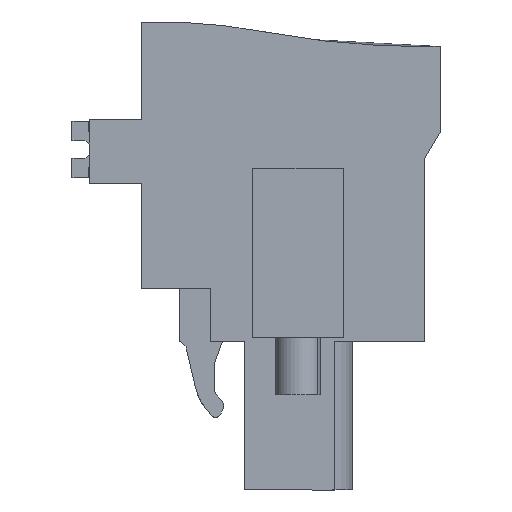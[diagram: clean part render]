
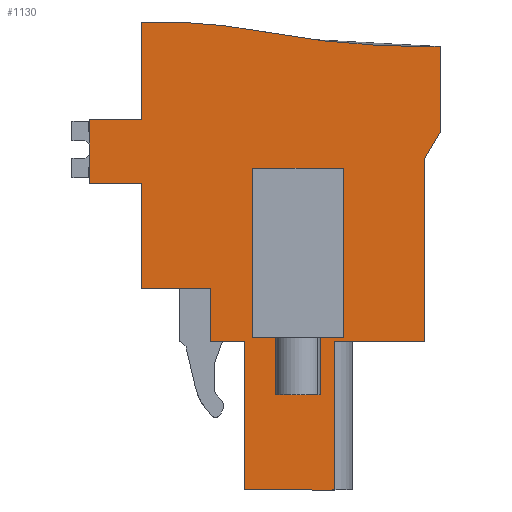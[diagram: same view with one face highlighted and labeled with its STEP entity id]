
A CAD part, left-side view. The second image highlights one B-rep face of the part: STEP entity #1130.
In plain terms, the highlighted planar face has unit normal (-1, 0, 0).
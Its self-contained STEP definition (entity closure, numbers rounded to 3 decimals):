
#972=AXIS2_PLACEMENT_3D('Plane Axis2P3D',#969,#970,#971) ;
#985=AXIS2_PLACEMENT_3D('Circle Axis2P3D',#983,#984,$) ;
#992=AXIS2_PLACEMENT_3D('Circle Axis2P3D',#990,#991,$) ;
#49=CARTESIAN_POINT('Vertex',(4.9,12.85,8.35)) ;
#52=CARTESIAN_POINT('Line Origine',(4.9,12.85,9.825)) ;
#56=CARTESIAN_POINT('Vertex',(4.9,12.85,11.3)) ;
#861=CARTESIAN_POINT('Vertex',(4.9,10.937,8.35)) ;
#864=CARTESIAN_POINT('Line Origine',(4.9,11.893,8.35)) ;
#969=CARTESIAN_POINT('Axis2P3D Location',(4.9,3.817,22.4)) ;
#974=CARTESIAN_POINT('Line Origine',(4.9,0.,22.459)) ;
#978=CARTESIAN_POINT('Vertex',(4.9,0.,20.059)) ;
#980=CARTESIAN_POINT('Vertex',(4.9,0.,24.859)) ;
#983=CARTESIAN_POINT('Axis2P3D Location',(4.9,0.92,72.85)) ;
#987=CARTESIAN_POINT('Vertex',(4.9,9.844,25.687)) ;
#990=CARTESIAN_POINT('Axis2P3D Location',(4.9,15.85,-6.057)) ;
#994=CARTESIAN_POINT('Vertex',(4.9,16.75,26.237)) ;
#997=CARTESIAN_POINT('Line Origine',(4.9,16.75,23.494)) ;
#1001=CARTESIAN_POINT('Vertex',(4.9,16.75,20.75)) ;
#1004=CARTESIAN_POINT('Line Origine',(4.9,18.2,20.75)) ;
#1008=CARTESIAN_POINT('Vertex',(4.9,19.65,20.75)) ;
#1011=CARTESIAN_POINT('Line Origine',(4.9,19.65,18.975)) ;
#1015=CARTESIAN_POINT('Vertex',(4.9,19.65,17.2)) ;
#1018=CARTESIAN_POINT('Line Origine',(4.9,18.2,17.2)) ;
#1022=CARTESIAN_POINT('Vertex',(4.9,16.75,17.2)) ;
#1025=CARTESIAN_POINT('Line Origine',(4.9,16.75,14.25)) ;
#1029=CARTESIAN_POINT('Vertex',(4.9,16.75,11.3)) ;
#1032=CARTESIAN_POINT('Line Origine',(4.9,14.8,11.3)) ;
#1037=CARTESIAN_POINT('Line Origine',(4.9,10.937,4.175)) ;
#1041=CARTESIAN_POINT('Vertex',(4.9,10.937,0.)) ;
#1044=CARTESIAN_POINT('Line Origine',(4.9,8.414,0.)) ;
#1048=CARTESIAN_POINT('Vertex',(4.9,5.891,0.)) ;
#1051=CARTESIAN_POINT('Line Origine',(4.9,5.891,4.175)) ;
#1055=CARTESIAN_POINT('Vertex',(4.9,5.891,8.35)) ;
#1058=CARTESIAN_POINT('Line Origine',(4.9,3.396,8.35)) ;
#1062=CARTESIAN_POINT('Vertex',(4.9,0.9,8.35)) ;
#1065=CARTESIAN_POINT('Line Origine',(4.9,0.9,13.425)) ;
#1069=CARTESIAN_POINT('Vertex',(4.9,0.9,18.5)) ;
#1072=CARTESIAN_POINT('Line Origine',(4.9,0.45,19.279)) ;
#1096=CARTESIAN_POINT('Line Origine',(4.9,7.964,8.55)) ;
#1100=CARTESIAN_POINT('Vertex',(4.9,10.514,8.55)) ;
#1102=CARTESIAN_POINT('Vertex',(4.9,5.414,8.55)) ;
#1105=CARTESIAN_POINT('Line Origine',(4.9,10.514,13.3)) ;
#1109=CARTESIAN_POINT('Vertex',(4.9,10.514,18.05)) ;
#1112=CARTESIAN_POINT('Line Origine',(4.9,7.964,18.05)) ;
#1116=CARTESIAN_POINT('Vertex',(4.9,5.414,18.05)) ;
#1119=CARTESIAN_POINT('Line Origine',(4.9,5.414,13.3)) ;
#53=DIRECTION('Vector Direction',(0.,0.,1.)) ;
#865=DIRECTION('Vector Direction',(0.,1.,0.)) ;
#970=DIRECTION('Axis2P3D Direction',(1.,0.,0.)) ;
#971=DIRECTION('Axis2P3D XDirection',(0.,1.,0.)) ;
#975=DIRECTION('Vector Direction',(0.,0.,1.)) ;
#984=DIRECTION('Axis2P3D Direction',(1.,0.,0.)) ;
#991=DIRECTION('Axis2P3D Direction',(1.,0.,0.)) ;
#998=DIRECTION('Vector Direction',(0.,0.,1.)) ;
#1005=DIRECTION('Vector Direction',(0.,-1.,0.)) ;
#1012=DIRECTION('Vector Direction',(0.,0.,1.)) ;
#1019=DIRECTION('Vector Direction',(0.,1.,0.)) ;
#1026=DIRECTION('Vector Direction',(0.,0.,1.)) ;
#1033=DIRECTION('Vector Direction',(0.,-1.,0.)) ;
#1038=DIRECTION('Vector Direction',(0.,0.,-1.)) ;
#1045=DIRECTION('Vector Direction',(0.,-1.,0.)) ;
#1052=DIRECTION('Vector Direction',(0.,0.,-1.)) ;
#1059=DIRECTION('Vector Direction',(0.,1.,0.)) ;
#1066=DIRECTION('Vector Direction',(0.,0.,-1.)) ;
#1073=DIRECTION('Vector Direction',(0.,-0.5,0.866)) ;
#1097=DIRECTION('Vector Direction',(0.,-1.,0.)) ;
#1106=DIRECTION('Vector Direction',(0.,0.,-1.)) ;
#1113=DIRECTION('Vector Direction',(0.,-1.,0.)) ;
#1120=DIRECTION('Vector Direction',(0.,0.,-1.)) ;
#54=VECTOR('Line Direction',#53,1.) ;
#866=VECTOR('Line Direction',#865,1.) ;
#976=VECTOR('Line Direction',#975,1.) ;
#999=VECTOR('Line Direction',#998,1.) ;
#1006=VECTOR('Line Direction',#1005,1.) ;
#1013=VECTOR('Line Direction',#1012,1.) ;
#1020=VECTOR('Line Direction',#1019,1.) ;
#1027=VECTOR('Line Direction',#1026,1.) ;
#1034=VECTOR('Line Direction',#1033,1.) ;
#1039=VECTOR('Line Direction',#1038,1.) ;
#1046=VECTOR('Line Direction',#1045,1.) ;
#1053=VECTOR('Line Direction',#1052,1.) ;
#1060=VECTOR('Line Direction',#1059,1.) ;
#1067=VECTOR('Line Direction',#1066,1.) ;
#1074=VECTOR('Line Direction',#1073,1.) ;
#1098=VECTOR('Line Direction',#1097,1.) ;
#1107=VECTOR('Line Direction',#1106,1.) ;
#1114=VECTOR('Line Direction',#1113,1.) ;
#1121=VECTOR('Line Direction',#1120,1.) ;
#1078=ORIENTED_EDGE('',*,*,#982,.T.) ;
#1079=ORIENTED_EDGE('',*,*,#989,.T.) ;
#1080=ORIENTED_EDGE('',*,*,#996,.F.) ;
#1081=ORIENTED_EDGE('',*,*,#1003,.F.) ;
#1082=ORIENTED_EDGE('',*,*,#1010,.F.) ;
#1083=ORIENTED_EDGE('',*,*,#1017,.F.) ;
#1084=ORIENTED_EDGE('',*,*,#1024,.F.) ;
#1085=ORIENTED_EDGE('',*,*,#1031,.F.) ;
#1086=ORIENTED_EDGE('',*,*,#1036,.T.) ;
#1087=ORIENTED_EDGE('',*,*,#58,.F.) ;
#1088=ORIENTED_EDGE('',*,*,#868,.F.) ;
#1089=ORIENTED_EDGE('',*,*,#1043,.T.) ;
#1090=ORIENTED_EDGE('',*,*,#1050,.T.) ;
#1091=ORIENTED_EDGE('',*,*,#1057,.F.) ;
#1092=ORIENTED_EDGE('',*,*,#1064,.F.) ;
#1093=ORIENTED_EDGE('',*,*,#1071,.F.) ;
#1094=ORIENTED_EDGE('',*,*,#1076,.T.) ;
#1125=ORIENTED_EDGE('',*,*,#1104,.F.) ;
#1126=ORIENTED_EDGE('',*,*,#1111,.F.) ;
#1127=ORIENTED_EDGE('',*,*,#1118,.F.) ;
#1128=ORIENTED_EDGE('',*,*,#1123,.T.) ;
#1129=FACE_BOUND('',#1124,.T.) ;
#1130=ADVANCED_FACE('HOUSING',(#1095,#1129),#973,.F.) ;
#986=CIRCLE('generated circle',#985,48.) ;
#993=CIRCLE('generated circle',#992,32.307) ;
#58=EDGE_CURVE('',#50,#57,#55,.T.) ;
#868=EDGE_CURVE('',#862,#50,#867,.T.) ;
#982=EDGE_CURVE('',#979,#981,#977,.T.) ;
#989=EDGE_CURVE('',#981,#988,#986,.T.) ;
#996=EDGE_CURVE('',#995,#988,#993,.T.) ;
#1003=EDGE_CURVE('',#1002,#995,#1000,.T.) ;
#1010=EDGE_CURVE('',#1009,#1002,#1007,.T.) ;
#1017=EDGE_CURVE('',#1016,#1009,#1014,.T.) ;
#1024=EDGE_CURVE('',#1023,#1016,#1021,.T.) ;
#1031=EDGE_CURVE('',#1030,#1023,#1028,.T.) ;
#1036=EDGE_CURVE('',#1030,#57,#1035,.T.) ;
#1043=EDGE_CURVE('',#862,#1042,#1040,.T.) ;
#1050=EDGE_CURVE('',#1042,#1049,#1047,.T.) ;
#1057=EDGE_CURVE('',#1056,#1049,#1054,.T.) ;
#1064=EDGE_CURVE('',#1063,#1056,#1061,.T.) ;
#1071=EDGE_CURVE('',#1070,#1063,#1068,.T.) ;
#1076=EDGE_CURVE('',#1070,#979,#1075,.T.) ;
#1104=EDGE_CURVE('',#1101,#1103,#1099,.T.) ;
#1111=EDGE_CURVE('',#1110,#1101,#1108,.T.) ;
#1118=EDGE_CURVE('',#1117,#1110,#1115,.F.) ;
#1123=EDGE_CURVE('',#1117,#1103,#1122,.T.) ;
#1077=EDGE_LOOP('',(#1078,#1079,#1080,#1081,#1082,#1083,#1084,#1085,#1086,#1087,#1088,#1089,#1090,#1091,#1092,#1093,#1094)) ;
#1124=EDGE_LOOP('',(#1125,#1126,#1127,#1128)) ;
#1095=FACE_OUTER_BOUND('',#1077,.T.) ;
#55=LINE('Line',#52,#54) ;
#867=LINE('Line',#864,#866) ;
#977=LINE('Line',#974,#976) ;
#1000=LINE('Line',#997,#999) ;
#1007=LINE('Line',#1004,#1006) ;
#1014=LINE('Line',#1011,#1013) ;
#1021=LINE('Line',#1018,#1020) ;
#1028=LINE('Line',#1025,#1027) ;
#1035=LINE('Line',#1032,#1034) ;
#1040=LINE('Line',#1037,#1039) ;
#1047=LINE('Line',#1044,#1046) ;
#1054=LINE('Line',#1051,#1053) ;
#1061=LINE('Line',#1058,#1060) ;
#1068=LINE('Line',#1065,#1067) ;
#1075=LINE('Line',#1072,#1074) ;
#1099=LINE('Line',#1096,#1098) ;
#1108=LINE('Line',#1105,#1107) ;
#1115=LINE('Line',#1112,#1114) ;
#1122=LINE('Line',#1119,#1121) ;
#973=PLANE('',#972) ;
#50=VERTEX_POINT('',#49) ;
#57=VERTEX_POINT('',#56) ;
#862=VERTEX_POINT('',#861) ;
#979=VERTEX_POINT('',#978) ;
#981=VERTEX_POINT('',#980) ;
#988=VERTEX_POINT('',#987) ;
#995=VERTEX_POINT('',#994) ;
#1002=VERTEX_POINT('',#1001) ;
#1009=VERTEX_POINT('',#1008) ;
#1016=VERTEX_POINT('',#1015) ;
#1023=VERTEX_POINT('',#1022) ;
#1030=VERTEX_POINT('',#1029) ;
#1042=VERTEX_POINT('',#1041) ;
#1049=VERTEX_POINT('',#1048) ;
#1056=VERTEX_POINT('',#1055) ;
#1063=VERTEX_POINT('',#1062) ;
#1070=VERTEX_POINT('',#1069) ;
#1101=VERTEX_POINT('',#1100) ;
#1103=VERTEX_POINT('',#1102) ;
#1110=VERTEX_POINT('',#1109) ;
#1117=VERTEX_POINT('',#1116) ;
